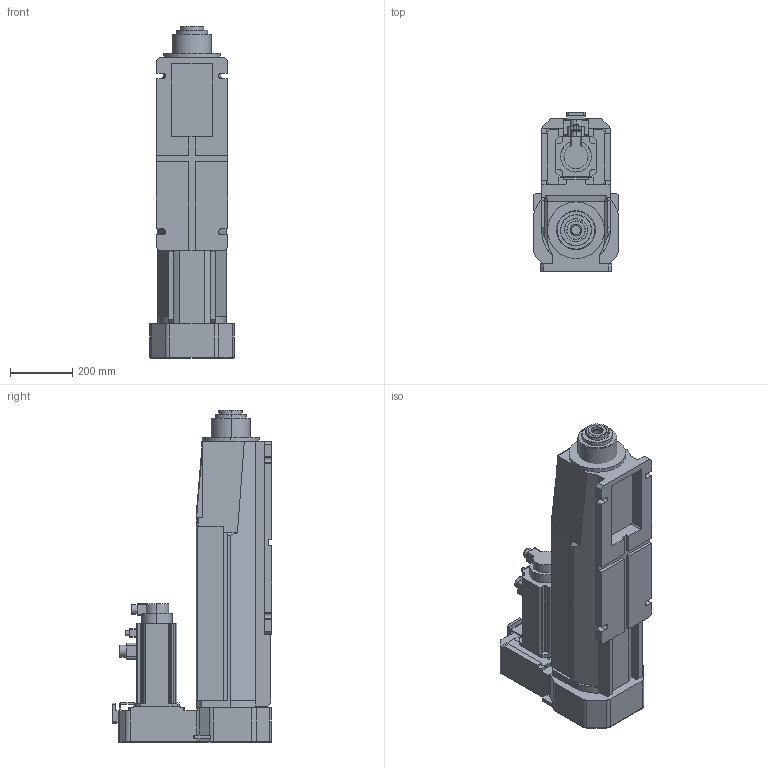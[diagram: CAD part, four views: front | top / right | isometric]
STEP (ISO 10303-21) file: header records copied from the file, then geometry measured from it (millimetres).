
FILE_DESCRIPTION (( 'STEP AP203' ), '1' );
FILE_NAME ('JPU-8004L外形図.STEP', '2007-05-30T04:56:33', ( '' ), ( '' ), 'SwSTEP 2.0', 'SolidWorks 2006104', '' );
FILE_SCHEMA (( 'CONFIG_CONTROL_DESIGN' ));
Length unit declared in the file: millimetre
Products named in the file (3): 儔儉_棉太倌; JPU-8004L_蹬怮椔; JPU-8004L外形図
Assembly tree (2 placements, depth 2):
  JPU-8004L外形図
    JPU-8004L_蹬怮椔
    儔儉_棉太倌
Bounding box: 270 x 512 x 1065 mm (x, y, z)
Volume: 57371582.5 mm3; surface area: 1637235.3 mm2
Topology: 2 solids, 2 shells, 413 faces, 1148 edges, 751 vertices
Faces by surface type: plane 300, cylinder 97, cone 14, bspline 2
Entity records: 13482 total; most frequent: CARTESIAN_POINT 2429, ORIENTED_EDGE 2296, DIRECTION 2187, EDGE_CURVE 1148, VECTOR 921, LINE 921, VERTEX_POINT 751, AXIS2_PLACEMENT_3D 633
